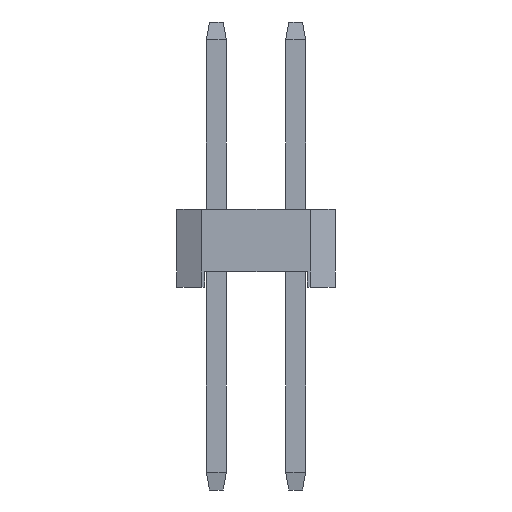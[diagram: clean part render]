
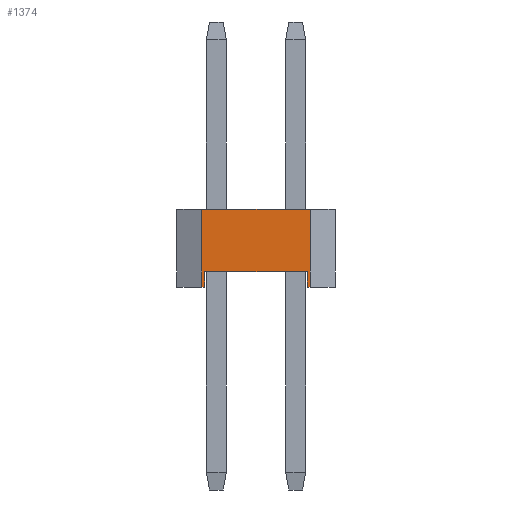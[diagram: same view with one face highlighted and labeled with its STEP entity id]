
A CAD part, left-side view. The second image highlights one B-rep face of the part: STEP entity #1374.
In plain terms, the highlighted planar face has unit normal (-1, 0, 0).
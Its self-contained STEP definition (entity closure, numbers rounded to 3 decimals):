
#90 = VERTEX_POINT ( 'NONE', #1511 ) ;
#137 = CARTESIAN_POINT ( 'NONE',  ( -8.89, 1.74, 2.5 ) ) ;
#145 = VECTOR ( 'NONE', #2449, 1000. ) ;
#154 = VECTOR ( 'NONE', #1123, 1000. ) ;
#208 = CARTESIAN_POINT ( 'NONE',  ( -8.89, -2.54, 2.5 ) ) ;
#226 = LINE ( 'NONE', #1978, #1356 ) ;
#291 = CARTESIAN_POINT ( 'NONE',  ( -8.89, -1.74, 0. ) ) ;
#316 = DIRECTION ( 'NONE',  ( 0., -1., 0. ) ) ;
#325 = DIRECTION ( 'NONE',  ( 0., 0., -1. ) ) ;
#364 = VERTEX_POINT ( 'NONE', #430 ) ;
#430 = CARTESIAN_POINT ( 'NONE',  ( -8.89, -1.65, 0. ) ) ;
#502 = LINE ( 'NONE', #2425, #145 ) ;
#509 = CARTESIAN_POINT ( 'NONE',  ( -8.89, 1.74, 2.5 ) ) ;
#514 = VERTEX_POINT ( 'NONE', #291 ) ;
#518 = EDGE_CURVE ( 'NONE', #579, #90, #2458, .T. ) ;
#535 = DIRECTION ( 'NONE',  ( 0., 0., -1. ) ) ;
#536 = CARTESIAN_POINT ( 'NONE',  ( -8.89, -2.54, 2.5 ) ) ;
#553 = ORIENTED_EDGE ( 'NONE', *, *, #1247, .T. ) ;
#579 = VERTEX_POINT ( 'NONE', #1765 ) ;
#582 = FACE_OUTER_BOUND ( 'NONE', #810, .T. ) ;
#584 = ORIENTED_EDGE ( 'NONE', *, *, #2454, .F. ) ;
#684 = VECTOR ( 'NONE', #535, 1000. ) ;
#693 = VECTOR ( 'NONE', #316, 1000. ) ;
#717 = LINE ( 'NONE', #536, #693 ) ;
#735 = LINE ( 'NONE', #2140, #909 ) ;
#791 = ORIENTED_EDGE ( 'NONE', *, *, #980, .T. ) ;
#810 = EDGE_LOOP ( 'NONE', ( #1979, #1520, #2146, #1655, #2306, #791, #584, #553 ) ) ;
#854 = LINE ( 'NONE', #137, #684 ) ;
#870 = EDGE_CURVE ( 'NONE', #2190, #579, #735, .T. ) ;
#909 = VECTOR ( 'NONE', #2112, 1000. ) ;
#980 = EDGE_CURVE ( 'NONE', #514, #1609, #226, .T. ) ;
#987 = DIRECTION ( 'NONE',  ( 0., 0., 1. ) ) ;
#1053 = CARTESIAN_POINT ( 'NONE',  ( -8.89, -1.74, 2.5 ) ) ;
#1123 = DIRECTION ( 'NONE',  ( 0., -1., 0. ) ) ;
#1164 = EDGE_CURVE ( 'NONE', #364, #514, #502, .T. ) ;
#1214 = DIRECTION ( 'NONE',  ( 0., 0., -1. ) ) ;
#1218 = AXIS2_PLACEMENT_3D ( 'NONE', #208, #2375, #1214 ) ;
#1245 = VECTOR ( 'NONE', #325, 1000. ) ;
#1247 = EDGE_CURVE ( 'NONE', #2011, #2252, #854, .T. ) ;
#1356 = VECTOR ( 'NONE', #987, 1000. ) ;
#1374 = ADVANCED_FACE ( 'NONE', ( #582 ), #1988, .F. ) ;
#1376 = CARTESIAN_POINT ( 'NONE',  ( -8.89, -2.54, 0. ) ) ;
#1420 = CARTESIAN_POINT ( 'NONE',  ( -8.89, 1.74, 0. ) ) ;
#1454 = DIRECTION ( 'NONE',  ( 0., 0., 1. ) ) ;
#1511 = CARTESIAN_POINT ( 'NONE',  ( -8.89, 1.65, 0. ) ) ;
#1520 = ORIENTED_EDGE ( 'NONE', *, *, #518, .F. ) ;
#1609 = VERTEX_POINT ( 'NONE', #1053 ) ;
#1631 = EDGE_CURVE ( 'NONE', #2252, #90, #1762, .T. ) ;
#1655 = ORIENTED_EDGE ( 'NONE', *, *, #2287, .F. ) ;
#1672 = LINE ( 'NONE', #2420, #2270 ) ;
#1762 = LINE ( 'NONE', #1376, #154 ) ;
#1765 = CARTESIAN_POINT ( 'NONE',  ( -8.89, 1.65, 0.5 ) ) ;
#1824 = CARTESIAN_POINT ( 'NONE',  ( -8.89, -1.65, 0.5 ) ) ;
#1978 = CARTESIAN_POINT ( 'NONE',  ( -8.89, -1.74, -6. ) ) ;
#1979 = ORIENTED_EDGE ( 'NONE', *, *, #1631, .T. ) ;
#1988 = PLANE ( 'NONE',  #1218 ) ;
#2011 = VERTEX_POINT ( 'NONE', #509 ) ;
#2112 = DIRECTION ( 'NONE',  ( 0., 1., 0. ) ) ;
#2140 = CARTESIAN_POINT ( 'NONE',  ( -8.89, 1.65, 0.5 ) ) ;
#2146 = ORIENTED_EDGE ( 'NONE', *, *, #870, .F. ) ;
#2190 = VERTEX_POINT ( 'NONE', #1824 ) ;
#2252 = VERTEX_POINT ( 'NONE', #1420 ) ;
#2270 = VECTOR ( 'NONE', #1454, 1000. ) ;
#2287 = EDGE_CURVE ( 'NONE', #364, #2190, #1672, .T. ) ;
#2306 = ORIENTED_EDGE ( 'NONE', *, *, #1164, .T. ) ;
#2375 = DIRECTION ( 'NONE',  ( 1., 0., 0. ) ) ;
#2420 = CARTESIAN_POINT ( 'NONE',  ( -8.89, -1.65, 0. ) ) ;
#2425 = CARTESIAN_POINT ( 'NONE',  ( -8.89, -2.54, 0. ) ) ;
#2449 = DIRECTION ( 'NONE',  ( 0., -1., 0. ) ) ;
#2454 = EDGE_CURVE ( 'NONE', #2011, #1609, #717, .T. ) ;
#2458 = LINE ( 'NONE', #2482, #1245 ) ;
#2482 = CARTESIAN_POINT ( 'NONE',  ( -8.89, 1.65, 0. ) ) ;
